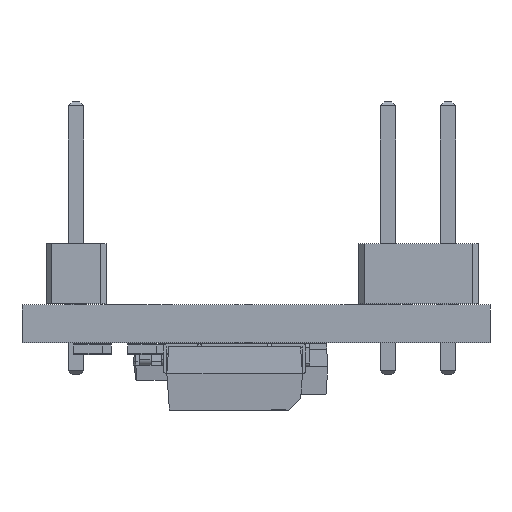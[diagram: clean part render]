
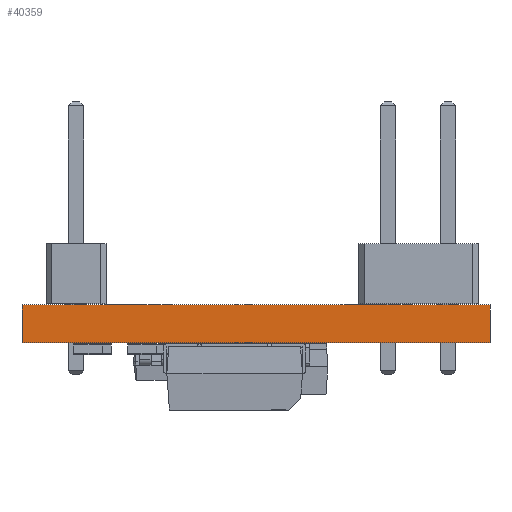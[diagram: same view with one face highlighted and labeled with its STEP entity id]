
A CAD part, front view. The second image highlights one B-rep face of the part: STEP entity #40359.
In plain terms, the highlighted planar face has unit normal (0, -1, 0).
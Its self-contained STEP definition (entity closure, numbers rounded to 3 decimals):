
#40359 = ADVANCED_FACE('',(#40360),#40374,.T.);
#40360 = FACE_BOUND('',#40361,.T.);
#40361 = EDGE_LOOP('',(#40362,#40397,#40425,#40453));
#40362 = ORIENTED_EDGE('',*,*,#40363,.T.);
#40363 = EDGE_CURVE('',#40364,#40366,#40368,.T.);
#40364 = VERTEX_POINT('',#40365);
#40365 = CARTESIAN_POINT('',(20.066,0.254,0.));
#40366 = VERTEX_POINT('',#40367);
#40367 = CARTESIAN_POINT('',(20.066,0.254,1.6));
#40368 = SURFACE_CURVE('',#40369,(#40373,#40385),.PCURVE_S1.);
#40369 = LINE('',#40370,#40371);
#40370 = CARTESIAN_POINT('',(20.066,0.254,0.));
#40371 = VECTOR('',#40372,1.);
#40372 = DIRECTION('',(0.,0.,1.));
#40373 = PCURVE('',#40374,#40379);
#40374 = PLANE('',#40375);
#40375 = AXIS2_PLACEMENT_3D('',#40376,#40377,#40378);
#40376 = CARTESIAN_POINT('',(20.066,0.254,0.));
#40377 = DIRECTION('',(0.,-1.,0.));
#40378 = DIRECTION('',(-1.,0.,0.));
#40379 = DEFINITIONAL_REPRESENTATION('',(#40380),#40384);
#40380 = LINE('',#40381,#40382);
#40381 = CARTESIAN_POINT('',(0.,-0.));
#40382 = VECTOR('',#40383,1.);
#40383 = DIRECTION('',(0.,-1.));
#40384 = ( GEOMETRIC_REPRESENTATION_CONTEXT(2) 
PARAMETRIC_REPRESENTATION_CONTEXT() REPRESENTATION_CONTEXT('2D SPACE',''
  ) );
#40385 = PCURVE('',#40386,#40391);
#40386 = PLANE('',#40387);
#40387 = AXIS2_PLACEMENT_3D('',#40388,#40389,#40390);
#40388 = CARTESIAN_POINT('',(20.066,40.386,0.));
#40389 = DIRECTION('',(1.,0.,-0.));
#40390 = DIRECTION('',(0.,-1.,0.));
#40391 = DEFINITIONAL_REPRESENTATION('',(#40392),#40396);
#40392 = LINE('',#40393,#40394);
#40393 = CARTESIAN_POINT('',(40.132,0.));
#40394 = VECTOR('',#40395,1.);
#40395 = DIRECTION('',(0.,-1.));
#40396 = ( GEOMETRIC_REPRESENTATION_CONTEXT(2) 
PARAMETRIC_REPRESENTATION_CONTEXT() REPRESENTATION_CONTEXT('2D SPACE',''
  ) );
#40397 = ORIENTED_EDGE('',*,*,#40398,.T.);
#40398 = EDGE_CURVE('',#40366,#40399,#40401,.T.);
#40399 = VERTEX_POINT('',#40400);
#40400 = CARTESIAN_POINT('',(0.254,0.254,1.6));
#40401 = SURFACE_CURVE('',#40402,(#40406,#40413),.PCURVE_S1.);
#40402 = LINE('',#40403,#40404);
#40403 = CARTESIAN_POINT('',(20.066,0.254,1.6));
#40404 = VECTOR('',#40405,1.);
#40405 = DIRECTION('',(-1.,0.,0.));
#40406 = PCURVE('',#40374,#40407);
#40407 = DEFINITIONAL_REPRESENTATION('',(#40408),#40412);
#40408 = LINE('',#40409,#40410);
#40409 = CARTESIAN_POINT('',(0.,-1.6));
#40410 = VECTOR('',#40411,1.);
#40411 = DIRECTION('',(1.,0.));
#40412 = ( GEOMETRIC_REPRESENTATION_CONTEXT(2) 
PARAMETRIC_REPRESENTATION_CONTEXT() REPRESENTATION_CONTEXT('2D SPACE',''
  ) );
#40413 = PCURVE('',#40414,#40419);
#40414 = PLANE('',#40415);
#40415 = AXIS2_PLACEMENT_3D('',#40416,#40417,#40418);
#40416 = CARTESIAN_POINT('',(10.16,20.32,1.6));
#40417 = DIRECTION('',(-0.,-0.,-1.));
#40418 = DIRECTION('',(-1.,0.,0.));
#40419 = DEFINITIONAL_REPRESENTATION('',(#40420),#40424);
#40420 = LINE('',#40421,#40422);
#40421 = CARTESIAN_POINT('',(-9.906,-20.066));
#40422 = VECTOR('',#40423,1.);
#40423 = DIRECTION('',(1.,0.));
#40424 = ( GEOMETRIC_REPRESENTATION_CONTEXT(2) 
PARAMETRIC_REPRESENTATION_CONTEXT() REPRESENTATION_CONTEXT('2D SPACE',''
  ) );
#40425 = ORIENTED_EDGE('',*,*,#40426,.F.);
#40426 = EDGE_CURVE('',#40427,#40399,#40429,.T.);
#40427 = VERTEX_POINT('',#40428);
#40428 = CARTESIAN_POINT('',(0.254,0.254,0.));
#40429 = SURFACE_CURVE('',#40430,(#40434,#40441),.PCURVE_S1.);
#40430 = LINE('',#40431,#40432);
#40431 = CARTESIAN_POINT('',(0.254,0.254,0.));
#40432 = VECTOR('',#40433,1.);
#40433 = DIRECTION('',(0.,0.,1.));
#40434 = PCURVE('',#40374,#40435);
#40435 = DEFINITIONAL_REPRESENTATION('',(#40436),#40440);
#40436 = LINE('',#40437,#40438);
#40437 = CARTESIAN_POINT('',(19.812,0.));
#40438 = VECTOR('',#40439,1.);
#40439 = DIRECTION('',(0.,-1.));
#40440 = ( GEOMETRIC_REPRESENTATION_CONTEXT(2) 
PARAMETRIC_REPRESENTATION_CONTEXT() REPRESENTATION_CONTEXT('2D SPACE',''
  ) );
#40441 = PCURVE('',#40442,#40447);
#40442 = PLANE('',#40443);
#40443 = AXIS2_PLACEMENT_3D('',#40444,#40445,#40446);
#40444 = CARTESIAN_POINT('',(0.254,0.254,0.));
#40445 = DIRECTION('',(-1.,0.,0.));
#40446 = DIRECTION('',(0.,1.,0.));
#40447 = DEFINITIONAL_REPRESENTATION('',(#40448),#40452);
#40448 = LINE('',#40449,#40450);
#40449 = CARTESIAN_POINT('',(0.,0.));
#40450 = VECTOR('',#40451,1.);
#40451 = DIRECTION('',(0.,-1.));
#40452 = ( GEOMETRIC_REPRESENTATION_CONTEXT(2) 
PARAMETRIC_REPRESENTATION_CONTEXT() REPRESENTATION_CONTEXT('2D SPACE',''
  ) );
#40453 = ORIENTED_EDGE('',*,*,#40454,.F.);
#40454 = EDGE_CURVE('',#40364,#40427,#40455,.T.);
#40455 = SURFACE_CURVE('',#40456,(#40460,#40467),.PCURVE_S1.);
#40456 = LINE('',#40457,#40458);
#40457 = CARTESIAN_POINT('',(20.066,0.254,0.));
#40458 = VECTOR('',#40459,1.);
#40459 = DIRECTION('',(-1.,0.,0.));
#40460 = PCURVE('',#40374,#40461);
#40461 = DEFINITIONAL_REPRESENTATION('',(#40462),#40466);
#40462 = LINE('',#40463,#40464);
#40463 = CARTESIAN_POINT('',(0.,-0.));
#40464 = VECTOR('',#40465,1.);
#40465 = DIRECTION('',(1.,0.));
#40466 = ( GEOMETRIC_REPRESENTATION_CONTEXT(2) 
PARAMETRIC_REPRESENTATION_CONTEXT() REPRESENTATION_CONTEXT('2D SPACE',''
  ) );
#40467 = PCURVE('',#40468,#40473);
#40468 = PLANE('',#40469);
#40469 = AXIS2_PLACEMENT_3D('',#40470,#40471,#40472);
#40470 = CARTESIAN_POINT('',(10.16,20.32,0.));
#40471 = DIRECTION('',(-0.,-0.,-1.));
#40472 = DIRECTION('',(-1.,0.,0.));
#40473 = DEFINITIONAL_REPRESENTATION('',(#40474),#40478);
#40474 = LINE('',#40475,#40476);
#40475 = CARTESIAN_POINT('',(-9.906,-20.066));
#40476 = VECTOR('',#40477,1.);
#40477 = DIRECTION('',(1.,0.));
#40478 = ( GEOMETRIC_REPRESENTATION_CONTEXT(2) 
PARAMETRIC_REPRESENTATION_CONTEXT() REPRESENTATION_CONTEXT('2D SPACE',''
  ) );
